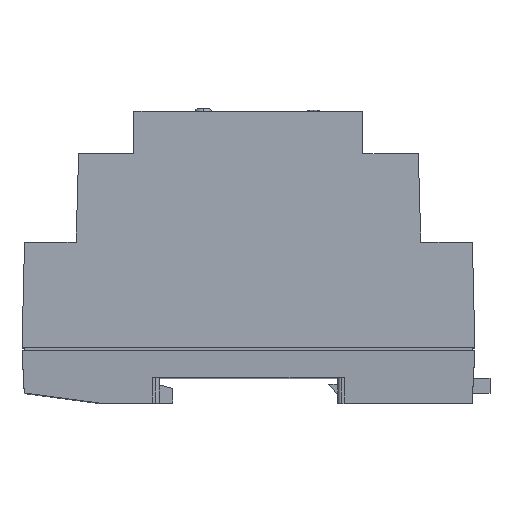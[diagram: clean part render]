
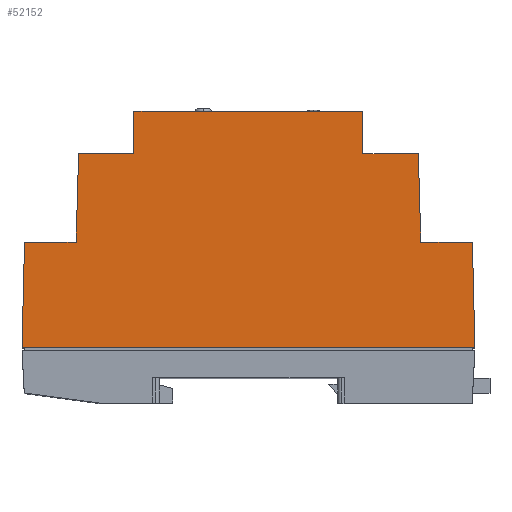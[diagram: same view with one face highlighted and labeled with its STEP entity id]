
A CAD part, top view. The second image highlights one B-rep face of the part: STEP entity #52152.
In plain terms, the highlighted planar face has unit normal (0, 0, 1).
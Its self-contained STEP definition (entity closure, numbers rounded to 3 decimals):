
#216 = VERTEX_POINT ( 'NONE', #55196 ) ;
#1281 = VECTOR ( 'NONE', #4203, 1000. ) ;
#1687 = CARTESIAN_POINT ( 'NONE',  ( -45., 0., 0. ) ) ;
#2751 = DIRECTION ( 'NONE',  ( -1., 0., 0. ) ) ;
#3171 = LINE ( 'NONE', #24041, #27855 ) ;
#3193 = CARTESIAN_POINT ( 'NONE',  ( -22.75, 38.5, 0. ) ) ;
#3987 = CARTESIAN_POINT ( 'NONE',  ( 0., 47., 0. ) ) ;
#4203 = DIRECTION ( 'NONE',  ( 1., 0., 0. ) ) ;
#4622 = EDGE_CURVE ( 'NONE', #58893, #27704, #3171, .T. ) ;
#5019 = DIRECTION ( 'NONE',  ( 0., 1., 0. ) ) ;
#5616 = CARTESIAN_POINT ( 'NONE',  ( 44.5, 21., 0. ) ) ;
#6323 = ORIENTED_EDGE ( 'NONE', *, *, #24962, .F. ) ;
#6366 = VERTEX_POINT ( 'NONE', #25765 ) ;
#7221 = CARTESIAN_POINT ( 'NONE',  ( 22.75, 38.5, 0. ) ) ;
#7491 = VECTOR ( 'NONE', #19440, 1000. ) ;
#7907 = LINE ( 'NONE', #58462, #32596 ) ;
#8054 = EDGE_CURVE ( 'NONE', #37085, #37958, #40265, .T. ) ;
#8755 = CARTESIAN_POINT ( 'NONE',  ( 44.5, 21., 0. ) ) ;
#9040 = LINE ( 'NONE', #14708, #7491 ) ;
#9323 = CARTESIAN_POINT ( 'NONE',  ( 45., 0., 0. ) ) ;
#11159 = EDGE_CURVE ( 'NONE', #37958, #6366, #12472, .T. ) ;
#11209 = ORIENTED_EDGE ( 'NONE', *, *, #44322, .F. ) ;
#11599 = CARTESIAN_POINT ( 'NONE',  ( -33.75, 38.5, 0. ) ) ;
#11975 = LINE ( 'NONE', #42156, #48206 ) ;
#12472 = LINE ( 'NONE', #8755, #37169 ) ;
#13839 = ORIENTED_EDGE ( 'NONE', *, *, #14450, .T. ) ;
#14112 = CARTESIAN_POINT ( 'NONE',  ( 45., 0., 0. ) ) ;
#14450 = EDGE_CURVE ( 'NONE', #49109, #37085, #9040, .T. ) ;
#14625 = VECTOR ( 'NONE', #33549, 1000. ) ;
#14708 = CARTESIAN_POINT ( 'NONE',  ( 0., 0., 0. ) ) ;
#14831 = CARTESIAN_POINT ( 'NONE',  ( -44.5, 21., 0. ) ) ;
#15643 = DIRECTION ( 'NONE',  ( 0., 0., -1. ) ) ;
#17486 = VERTEX_POINT ( 'NONE', #7221 ) ;
#18611 = DIRECTION ( 'NONE',  ( -1., 0., 0. ) ) ;
#19440 = DIRECTION ( 'NONE',  ( 1., 0., 0. ) ) ;
#20634 = VECTOR ( 'NONE', #29338, 1000. ) ;
#22213 = LINE ( 'NONE', #53611, #20634 ) ;
#22681 = CARTESIAN_POINT ( 'NONE',  ( 33.75, 38.5, 0. ) ) ;
#24041 = CARTESIAN_POINT ( 'NONE',  ( -22.75, 38.5, 0. ) ) ;
#24315 = VERTEX_POINT ( 'NONE', #54249 ) ;
#24962 = EDGE_CURVE ( 'NONE', #24315, #58893, #33600, .T. ) ;
#25765 = CARTESIAN_POINT ( 'NONE',  ( 34.25, 21., 0. ) ) ;
#27183 = VECTOR ( 'NONE', #53599, 1000. ) ;
#27704 = VERTEX_POINT ( 'NONE', #33424 ) ;
#27855 = VECTOR ( 'NONE', #48539, 1000. ) ;
#29260 = VERTEX_POINT ( 'NONE', #14831 ) ;
#29338 = DIRECTION ( 'NONE',  ( -0.029, 1., 0. ) ) ;
#29343 = VERTEX_POINT ( 'NONE', #59796 ) ;
#31223 = ORIENTED_EDGE ( 'NONE', *, *, #42714, .F. ) ;
#32049 = VECTOR ( 'NONE', #61530, 1000. ) ;
#32596 = VECTOR ( 'NONE', #63435, 1000. ) ;
#33424 = CARTESIAN_POINT ( 'NONE',  ( -22.75, 47., 0. ) ) ;
#33504 = AXIS2_PLACEMENT_3D ( 'NONE', #59535, #15643, #50100 ) ;
#33549 = DIRECTION ( 'NONE',  ( -1., 0., 0. ) ) ;
#33600 = LINE ( 'NONE', #11599, #32049 ) ;
#35283 = PLANE ( 'NONE',  #33504 ) ;
#37085 = VERTEX_POINT ( 'NONE', #14112 ) ;
#37169 = VECTOR ( 'NONE', #18611, 1000. ) ;
#37187 = VECTOR ( 'NONE', #44516, 1000. ) ;
#37343 = ORIENTED_EDGE ( 'NONE', *, *, #40772, .F. ) ;
#37755 = ORIENTED_EDGE ( 'NONE', *, *, #48485, .T. ) ;
#37958 = VERTEX_POINT ( 'NONE', #5616 ) ;
#38225 = EDGE_LOOP ( 'NONE', ( #53853, #38969, #6323, #11209, #31223, #37343, #13839, #41747, #39615, #60657, #38464, #37755 ) ) ;
#38464 = ORIENTED_EDGE ( 'NONE', *, *, #55771, .T. ) ;
#38969 = ORIENTED_EDGE ( 'NONE', *, *, #4622, .F. ) ;
#39496 = CARTESIAN_POINT ( 'NONE',  ( 22.75, 38.5, 0. ) ) ;
#39615 = ORIENTED_EDGE ( 'NONE', *, *, #11159, .T. ) ;
#40265 = LINE ( 'NONE', #9323, #27183 ) ;
#40571 = LINE ( 'NONE', #58211, #1281 ) ;
#40772 = EDGE_CURVE ( 'NONE', #49109, #29260, #50251, .T. ) ;
#41747 = ORIENTED_EDGE ( 'NONE', *, *, #8054, .T. ) ;
#42156 = CARTESIAN_POINT ( 'NONE',  ( 33.75, 38.5, 0. ) ) ;
#42714 = EDGE_CURVE ( 'NONE', #29260, #216, #40571, .T. ) ;
#43207 = VECTOR ( 'NONE', #5019, 1000. ) ;
#44322 = EDGE_CURVE ( 'NONE', #216, #24315, #7907, .T. ) ;
#44516 = DIRECTION ( 'NONE',  ( 0.024, 1., 0. ) ) ;
#46373 = FACE_OUTER_BOUND ( 'NONE', #38225, .T. ) ;
#48206 = VECTOR ( 'NONE', #2751, 1000. ) ;
#48485 = EDGE_CURVE ( 'NONE', #17486, #29343, #54702, .T. ) ;
#48539 = DIRECTION ( 'NONE',  ( 0., 1., 0. ) ) ;
#49109 = VERTEX_POINT ( 'NONE', #1687 ) ;
#50100 = DIRECTION ( 'NONE',  ( -1., 0., 0. ) ) ;
#50251 = LINE ( 'NONE', #54168, #37187 ) ;
#52152 = ADVANCED_FACE ( 'NONE', ( #46373 ), #35283, .F. ) ;
#52987 = VERTEX_POINT ( 'NONE', #22681 ) ;
#53599 = DIRECTION ( 'NONE',  ( -0.024, 1., 0. ) ) ;
#53611 = CARTESIAN_POINT ( 'NONE',  ( 34.25, 21., 0. ) ) ;
#53827 = EDGE_CURVE ( 'NONE', #29343, #27704, #53871, .T. ) ;
#53853 = ORIENTED_EDGE ( 'NONE', *, *, #53827, .T. ) ;
#53871 = LINE ( 'NONE', #3987, #14625 ) ;
#54168 = CARTESIAN_POINT ( 'NONE',  ( -45., 0., 0. ) ) ;
#54249 = CARTESIAN_POINT ( 'NONE',  ( -33.75, 38.5, 0. ) ) ;
#54702 = LINE ( 'NONE', #39496, #43207 ) ;
#54844 = EDGE_CURVE ( 'NONE', #6366, #52987, #22213, .T. ) ;
#55196 = CARTESIAN_POINT ( 'NONE',  ( -34.25, 21., 0. ) ) ;
#55771 = EDGE_CURVE ( 'NONE', #52987, #17486, #11975, .T. ) ;
#58211 = CARTESIAN_POINT ( 'NONE',  ( -44.5, 21., 0. ) ) ;
#58462 = CARTESIAN_POINT ( 'NONE',  ( -34.25, 21., 0. ) ) ;
#58893 = VERTEX_POINT ( 'NONE', #3193 ) ;
#59535 = CARTESIAN_POINT ( 'NONE',  ( 0., 47., 0. ) ) ;
#59796 = CARTESIAN_POINT ( 'NONE',  ( 22.75, 47., 0. ) ) ;
#60657 = ORIENTED_EDGE ( 'NONE', *, *, #54844, .T. ) ;
#61530 = DIRECTION ( 'NONE',  ( 1., 0., 0. ) ) ;
#63435 = DIRECTION ( 'NONE',  ( 0.029, 1., 0. ) ) ;
